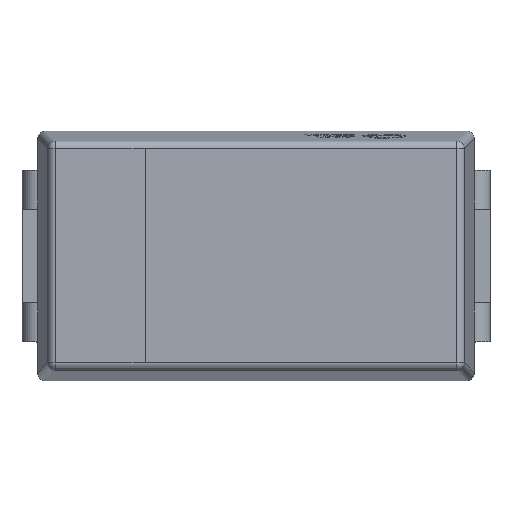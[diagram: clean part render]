
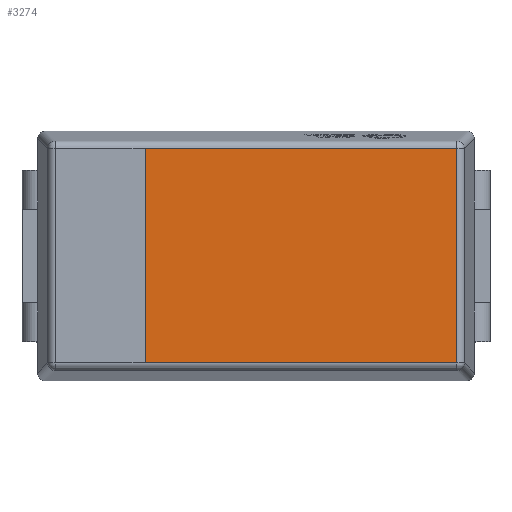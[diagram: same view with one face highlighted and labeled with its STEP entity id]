
A CAD part, top view. The second image highlights one B-rep face of the part: STEP entity #3274.
In plain terms, the highlighted planar face has unit normal (0, 0, 1).
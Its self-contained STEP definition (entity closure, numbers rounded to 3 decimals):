
#96 = ORIENTED_EDGE ( 'NONE', *, *, #9237, .F. ) ;
#503 = DIRECTION ( 'NONE',  ( 0., 1., 0. ) ) ;
#524 = ORIENTED_EDGE ( 'NONE', *, *, #9090, .T. ) ;
#1392 = FACE_OUTER_BOUND ( 'NONE', #3998, .T. ) ;
#1524 = VECTOR ( 'NONE', #4706, 1000. ) ;
#1709 = VECTOR ( 'NONE', #8361, 1000. ) ;
#3274 = ADVANCED_FACE ( 'NONE', ( #1392 ), #6965, .T. ) ;
#3365 = CARTESIAN_POINT ( 'NONE',  ( 2.573, 1.373, 2.6 ) ) ;
#3605 = EDGE_CURVE ( 'NONE', #10452, #11123, #10909, .T. ) ;
#3642 = EDGE_CURVE ( 'NONE', #11123, #5842, #9198, .T. ) ;
#3773 = CARTESIAN_POINT ( 'NONE',  ( -1.422, -1.373, 2.6 ) ) ;
#3998 = EDGE_LOOP ( 'NONE', ( #96, #6534, #4977, #524 ) ) ;
#4198 = AXIS2_PLACEMENT_3D ( 'NONE', #5949, #4332, #5277 ) ;
#4332 = DIRECTION ( 'NONE',  ( 0., 0., 1. ) ) ;
#4706 = DIRECTION ( 'NONE',  ( 0., 1., 0. ) ) ;
#4946 = CARTESIAN_POINT ( 'NONE',  ( -1.422, 0., 2.6 ) ) ;
#4977 = ORIENTED_EDGE ( 'NONE', *, *, #3642, .T. ) ;
#5054 = LINE ( 'NONE', #4946, #5821 ) ;
#5078 = VERTEX_POINT ( 'NONE', #10129 ) ;
#5277 = DIRECTION ( 'NONE',  ( 1., 0., 0. ) ) ;
#5672 = DIRECTION ( 'NONE',  ( -1., 0., 0. ) ) ;
#5736 = CARTESIAN_POINT ( 'NONE',  ( 2.573, 0., 2.6 ) ) ;
#5821 = VECTOR ( 'NONE', #503, 1000. ) ;
#5842 = VERTEX_POINT ( 'NONE', #3365 ) ;
#5949 = CARTESIAN_POINT ( 'NONE',  ( 0., 0., 2.6 ) ) ;
#6534 = ORIENTED_EDGE ( 'NONE', *, *, #3605, .T. ) ;
#6584 = LINE ( 'NONE', #7403, #11330 ) ;
#6965 = PLANE ( 'NONE',  #4198 ) ;
#7403 = CARTESIAN_POINT ( 'NONE',  ( 0., 1.373, 2.6 ) ) ;
#7469 = CARTESIAN_POINT ( 'NONE',  ( 0., -1.373, 2.6 ) ) ;
#8361 = DIRECTION ( 'NONE',  ( 1., 0., 0. ) ) ;
#8633 = CARTESIAN_POINT ( 'NONE',  ( 2.573, -1.373, 2.6 ) ) ;
#9090 = EDGE_CURVE ( 'NONE', #5842, #5078, #6584, .T. ) ;
#9198 = LINE ( 'NONE', #5736, #1524 ) ;
#9237 = EDGE_CURVE ( 'NONE', #10452, #5078, #5054, .T. ) ;
#10129 = CARTESIAN_POINT ( 'NONE',  ( -1.422, 1.373, 2.6 ) ) ;
#10452 = VERTEX_POINT ( 'NONE', #3773 ) ;
#10909 = LINE ( 'NONE', #7469, #1709 ) ;
#11123 = VERTEX_POINT ( 'NONE', #8633 ) ;
#11330 = VECTOR ( 'NONE', #5672, 1000. ) ;
